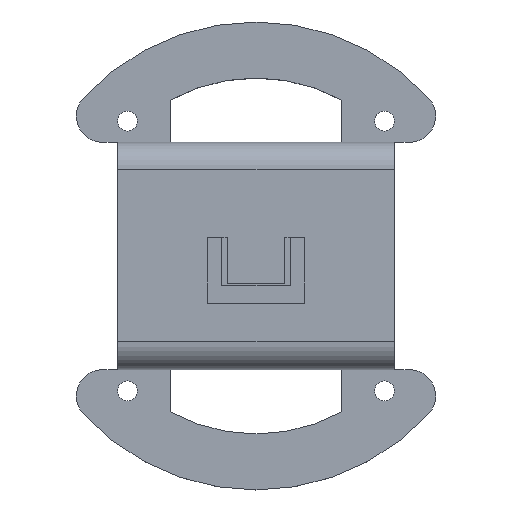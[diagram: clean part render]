
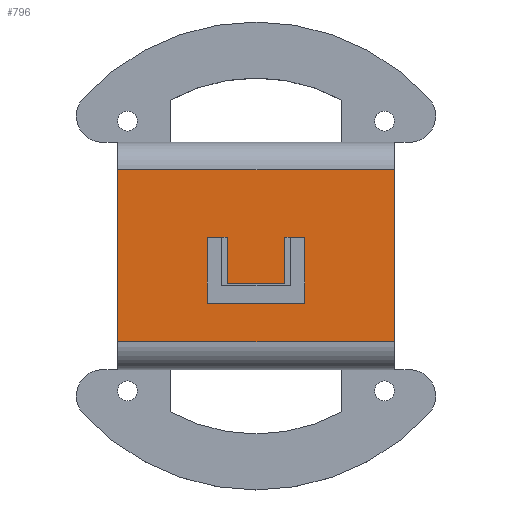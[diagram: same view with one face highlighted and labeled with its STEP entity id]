
A CAD part, top view. The second image highlights one B-rep face of the part: STEP entity #796.
In plain terms, the highlighted planar face has unit normal (0, 0, 1).
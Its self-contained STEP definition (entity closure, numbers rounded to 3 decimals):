
#226 = VERTEX_POINT('',#227);
#227 = CARTESIAN_POINT('',(21.,13.05,29.8));
#234 = EDGE_CURVE('',#226,#235,#237,.T.);
#235 = VERTEX_POINT('',#236);
#236 = CARTESIAN_POINT('',(21.,-13.05,29.8));
#237 = LINE('',#238,#239);
#238 = CARTESIAN_POINT('',(21.,13.05,29.8));
#239 = VECTOR('',#240,1.);
#240 = DIRECTION('',(0.,-1.,0.));
#776 = VERTEX_POINT('',#777);
#777 = CARTESIAN_POINT('',(-21.,13.05,29.8));
#784 = EDGE_CURVE('',#226,#776,#785,.T.);
#785 = LINE('',#786,#787);
#786 = CARTESIAN_POINT('',(21.,13.05,29.8));
#787 = VECTOR('',#788,1.);
#788 = DIRECTION('',(-1.,0.,0.));
#796 = ADVANCED_FACE('',(#797,#815),#881,.T.);
#797 = FACE_BOUND('',#798,.T.);
#798 = EDGE_LOOP('',(#799,#800,#808,#814));
#799 = ORIENTED_EDGE('',*,*,#784,.T.);
#800 = ORIENTED_EDGE('',*,*,#801,.T.);
#801 = EDGE_CURVE('',#776,#802,#804,.T.);
#802 = VERTEX_POINT('',#803);
#803 = CARTESIAN_POINT('',(-21.,-13.05,29.8));
#804 = LINE('',#805,#806);
#805 = CARTESIAN_POINT('',(-21.,13.05,29.8));
#806 = VECTOR('',#807,1.);
#807 = DIRECTION('',(0.,-1.,0.));
#808 = ORIENTED_EDGE('',*,*,#809,.T.);
#809 = EDGE_CURVE('',#802,#235,#810,.T.);
#810 = LINE('',#811,#812);
#811 = CARTESIAN_POINT('',(-21.,-13.05,29.8));
#812 = VECTOR('',#813,1.);
#813 = DIRECTION('',(1.,0.,0.));
#814 = ORIENTED_EDGE('',*,*,#234,.F.);
#815 = FACE_BOUND('',#816,.T.);
#816 = EDGE_LOOP('',(#817,#827,#835,#843,#851,#859,#867,#875));
#817 = ORIENTED_EDGE('',*,*,#818,.F.);
#818 = EDGE_CURVE('',#819,#821,#823,.T.);
#819 = VERTEX_POINT('',#820);
#820 = CARTESIAN_POINT('',(7.375,2.8,29.8));
#821 = VERTEX_POINT('',#822);
#822 = CARTESIAN_POINT('',(4.375,2.8,29.8));
#823 = LINE('',#824,#825);
#824 = CARTESIAN_POINT('',(7.375,2.8,29.8));
#825 = VECTOR('',#826,1.);
#826 = DIRECTION('',(-1.,0.,0.));
#827 = ORIENTED_EDGE('',*,*,#828,.F.);
#828 = EDGE_CURVE('',#829,#819,#831,.T.);
#829 = VERTEX_POINT('',#830);
#830 = CARTESIAN_POINT('',(7.375,-7.2,29.8));
#831 = LINE('',#832,#833);
#832 = CARTESIAN_POINT('',(7.375,-7.2,29.8));
#833 = VECTOR('',#834,1.);
#834 = DIRECTION('',(0.,1.,0.));
#835 = ORIENTED_EDGE('',*,*,#836,.F.);
#836 = EDGE_CURVE('',#837,#829,#839,.T.);
#837 = VERTEX_POINT('',#838);
#838 = CARTESIAN_POINT('',(-7.375,-7.2,29.8));
#839 = LINE('',#840,#841);
#840 = CARTESIAN_POINT('',(-7.375,-7.2,29.8));
#841 = VECTOR('',#842,1.);
#842 = DIRECTION('',(1.,0.,0.));
#843 = ORIENTED_EDGE('',*,*,#844,.F.);
#844 = EDGE_CURVE('',#845,#837,#847,.T.);
#845 = VERTEX_POINT('',#846);
#846 = CARTESIAN_POINT('',(-7.375,2.8,29.8));
#847 = LINE('',#848,#849);
#848 = CARTESIAN_POINT('',(-7.375,2.8,29.8));
#849 = VECTOR('',#850,1.);
#850 = DIRECTION('',(0.,-1.,0.));
#851 = ORIENTED_EDGE('',*,*,#852,.F.);
#852 = EDGE_CURVE('',#853,#845,#855,.T.);
#853 = VERTEX_POINT('',#854);
#854 = CARTESIAN_POINT('',(-4.375,2.8,29.8));
#855 = LINE('',#856,#857);
#856 = CARTESIAN_POINT('',(-4.375,2.8,29.8));
#857 = VECTOR('',#858,1.);
#858 = DIRECTION('',(-1.,0.,0.));
#859 = ORIENTED_EDGE('',*,*,#860,.F.);
#860 = EDGE_CURVE('',#861,#853,#863,.T.);
#861 = VERTEX_POINT('',#862);
#862 = CARTESIAN_POINT('',(-4.375,-4.2,29.8));
#863 = LINE('',#864,#865);
#864 = CARTESIAN_POINT('',(-4.375,-4.2,29.8));
#865 = VECTOR('',#866,1.);
#866 = DIRECTION('',(0.,1.,0.));
#867 = ORIENTED_EDGE('',*,*,#868,.F.);
#868 = EDGE_CURVE('',#869,#861,#871,.T.);
#869 = VERTEX_POINT('',#870);
#870 = CARTESIAN_POINT('',(4.375,-4.2,29.8));
#871 = LINE('',#872,#873);
#872 = CARTESIAN_POINT('',(4.375,-4.2,29.8));
#873 = VECTOR('',#874,1.);
#874 = DIRECTION('',(-1.,0.,0.));
#875 = ORIENTED_EDGE('',*,*,#876,.F.);
#876 = EDGE_CURVE('',#821,#869,#877,.T.);
#877 = LINE('',#878,#879);
#878 = CARTESIAN_POINT('',(4.375,2.8,29.8));
#879 = VECTOR('',#880,1.);
#880 = DIRECTION('',(0.,-1.,0.));
#881 = PLANE('',#882);
#882 = AXIS2_PLACEMENT_3D('',#883,#884,#885);
#883 = CARTESIAN_POINT('',(0.,0.,29.8));
#884 = DIRECTION('',(0.,0.,1.));
#885 = DIRECTION('',(0.,1.,0.));
